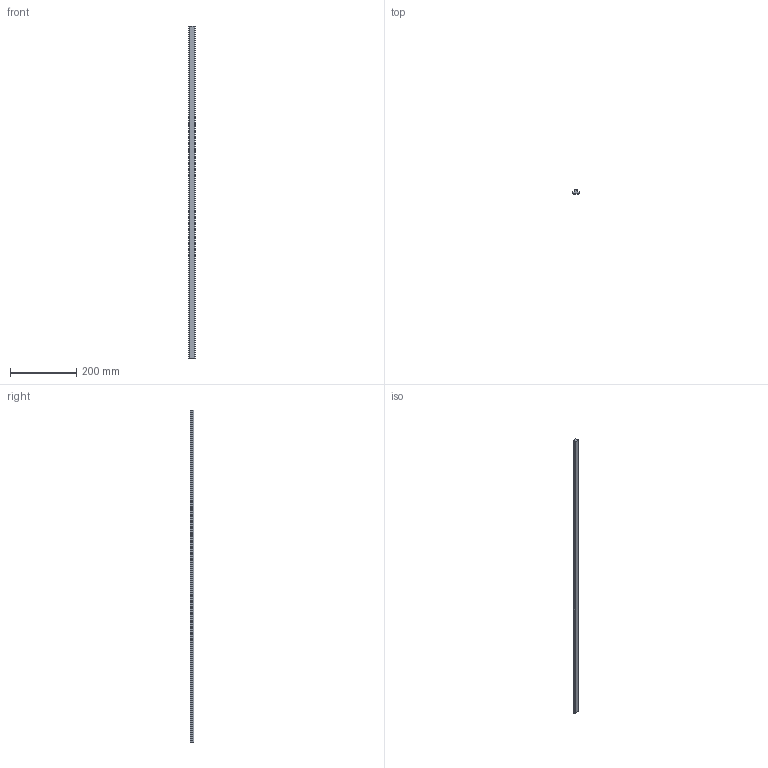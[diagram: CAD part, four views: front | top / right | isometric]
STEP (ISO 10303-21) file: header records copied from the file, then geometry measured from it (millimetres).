
FILE_DESCRIPTION((''),'2;1');
FILE_NAME('11096_PROFIL_UTOR_FE_L1000_U10','2022-09-16T13:39:05',('PredragRovcanin'),('Audax d.o.o.'),'CREO PARAMETRIC BY PTC INC, 2020281','CREO PARAMETRIC BY PTC INC, 2020281','');
FILE_SCHEMA(('AUTOMOTIVE_DESIGN { 1 0 10303 214 1 1 1 1 }'));
Length unit declared in the file: millimetre
Products named in the file (1): 11096_PROFIL_UTOR_FE_L1000_U10
Bounding box: 19.5 x 10.6 x 1000 mm (x, y, z)
Volume: 146415.5 mm3; surface area: 56415.1 mm2
Topology: 1 solids, 1 shells, 25 faces, 70 edges, 48 vertices
Faces by surface type: plane 15, cylinder 10
Entity records: 1617 total; most frequent: COLOUR_RGB 322, CARTESIAN_POINT 145, DIRECTION 144, ORIENTED_EDGE 138, PRESENTATION_STYLE_ASSIGNMENT 73, STYLED_ITEM 73, CURVE_STYLE 72, EDGE_CURVE 69
